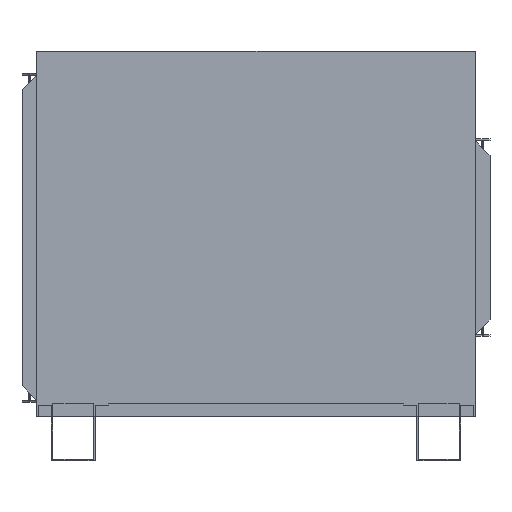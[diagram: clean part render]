
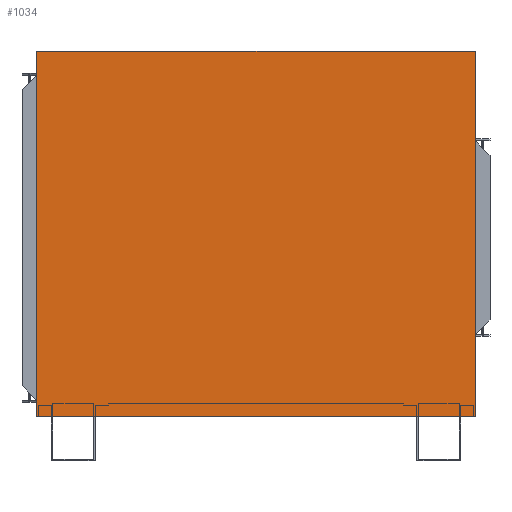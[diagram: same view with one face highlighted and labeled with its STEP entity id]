
A CAD part, left-side view. The second image highlights one B-rep face of the part: STEP entity #1034.
In plain terms, the highlighted planar face has unit normal (-1, 0, 0).
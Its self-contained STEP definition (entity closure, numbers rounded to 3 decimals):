
#1034=ADVANCED_FACE('',(#2283),#2284,.F.);
#2283=FACE_OUTER_BOUND('',#3529,.T.);
#2284=PLANE('',#3530);
#3529=EDGE_LOOP('',(#6854,#6855,#6856,#6857));
#3530=AXIS2_PLACEMENT_3D('',#6858,#6859,#6860);
#6854=ORIENTED_EDGE('',*,*,#8263,.T.);
#6855=ORIENTED_EDGE('',*,*,#8264,.T.);
#6856=ORIENTED_EDGE('',*,*,#8265,.T.);
#6857=ORIENTED_EDGE('',*,*,#7516,.F.);
#6858=CARTESIAN_POINT('',(0.,381.0,12.725));
#6859=DIRECTION('',(1.0,0.,0.));
#6860=DIRECTION('',(0.,1.0,0.0));
#7516=EDGE_CURVE('',#9343,#9345,#9346,.T.);
#8263=EDGE_CURVE('',#9343,#10271,#10272,.T.);
#8264=EDGE_CURVE('',#10271,#10273,#10274,.T.);
#8265=EDGE_CURVE('',#10273,#9345,#10275,.T.);
#9343=VERTEX_POINT('',#11596);
#9345=VERTEX_POINT('',#11599);
#9346=LINE('',#11600,#11601);
#10271=VERTEX_POINT('',#12818);
#10272=LINE('',#12819,#12820);
#10273=VERTEX_POINT('',#12821);
#10274=LINE('',#12822,#12823);
#10275=LINE('',#12824,#12825);
#11596=CARTESIAN_POINT('',(0.0,762.0,635.0));
#11599=CARTESIAN_POINT('',(0.0,0.0,635.0));
#11600=CARTESIAN_POINT('',(0.0,381.0,635.0));
#11601=VECTOR('',#13780,25.4);
#12818=CARTESIAN_POINT('',(0.,762.0,0.0));
#12819=CARTESIAN_POINT('',(0.,762.0,12.725));
#12820=VECTOR('',#14775,25.4);
#12821=CARTESIAN_POINT('',(0.0,0.0,0.0));
#12822=CARTESIAN_POINT('',(0.,381.0,0.0));
#12823=VECTOR('',#14776,25.4);
#12824=CARTESIAN_POINT('',(0.,0.,12.725));
#12825=VECTOR('',#14777,25.4);
#13780=DIRECTION('',(0.0,-1.0,0.0));
#14775=DIRECTION('',(0.,0.,-1.0));
#14776=DIRECTION('',(0.,-1.0,0.0));
#14777=DIRECTION('',(0.,0.,1.0));
